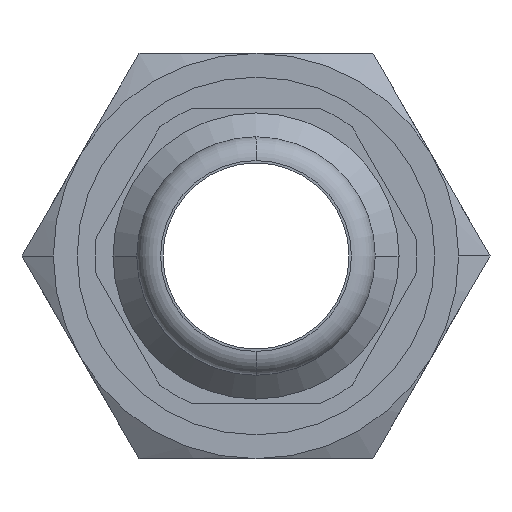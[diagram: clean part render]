
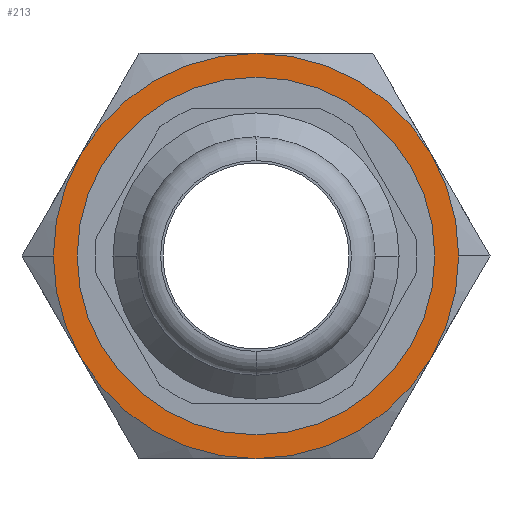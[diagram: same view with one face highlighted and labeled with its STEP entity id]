
A CAD part, front view. The second image highlights one B-rep face of the part: STEP entity #213.
In plain terms, the highlighted planar face has unit normal (0, -1, 0).
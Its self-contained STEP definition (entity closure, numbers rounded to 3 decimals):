
#213=ADVANCED_FACE('',(#436,#437),#438,.T.);
#436=FACE_OUTER_BOUND('',#663,.T.);
#437=FACE_BOUND('',#664,.T.);
#438=PLANE('',#665);
#663=EDGE_LOOP('',(#1223,#1224,#1225,#1226,#1227,#1228,#1229,#1230));
#664=EDGE_LOOP('',(#1231,#1232));
#665=AXIS2_PLACEMENT_3D('',#1233,#1234,#1235);
#1223=ORIENTED_EDGE('',*,*,#1510,.F.);
#1224=ORIENTED_EDGE('',*,*,#1567,.F.);
#1225=ORIENTED_EDGE('',*,*,#1356,.F.);
#1226=ORIENTED_EDGE('',*,*,#1538,.F.);
#1227=ORIENTED_EDGE('',*,*,#1558,.F.);
#1228=ORIENTED_EDGE('',*,*,#1448,.F.);
#1229=ORIENTED_EDGE('',*,*,#1477,.F.);
#1230=ORIENTED_EDGE('',*,*,#1568,.F.);
#1231=ORIENTED_EDGE('',*,*,#1380,.F.);
#1232=ORIENTED_EDGE('',*,*,#1560,.F.);
#1233=CARTESIAN_POINT('',(4.25,23.5,0.0));
#1234=DIRECTION('',(-0.0,-1.0,-0.0));
#1235=DIRECTION('',(-1.0,0.0,0.0));
#1356=EDGE_CURVE('',#1617,#1619,#1620,.T.);
#1380=EDGE_CURVE('',#1660,#1656,#1662,.T.);
#1448=EDGE_CURVE('',#1608,#1769,#1771,.T.);
#1477=EDGE_CURVE('',#1646,#1608,#1811,.T.);
#1510=EDGE_CURVE('',#1857,#1855,#1859,.T.);
#1538=EDGE_CURVE('',#1890,#1617,#1892,.T.);
#1558=EDGE_CURVE('',#1769,#1890,#1914,.T.);
#1560=EDGE_CURVE('',#1656,#1660,#1916,.T.);
#1567=EDGE_CURVE('',#1619,#1857,#1926,.T.);
#1568=EDGE_CURVE('',#1855,#1646,#1927,.T.);
#1608=VERTEX_POINT('',#1985);
#1617=VERTEX_POINT('',#2028);
#1619=VERTEX_POINT('',#2041);
#1620=CIRCLE('',#2042,8.5);
#1646=VERTEX_POINT('',#2129);
#1656=VERTEX_POINT('',#2173);
#1660=VERTEX_POINT('',#2178);
#1662=CIRCLE('',#2181,7.5);
#1769=VERTEX_POINT('',#2355);
#1771=CIRCLE('',#2368,8.5);
#1811=CIRCLE('',#2419,8.5);
#1855=VERTEX_POINT('',#2477);
#1857=VERTEX_POINT('',#2480);
#1859=CIRCLE('',#2493,8.5);
#1890=VERTEX_POINT('',#2554);
#1892=CIRCLE('',#2557,8.5);
#1914=CIRCLE('',#2595,8.5);
#1916=CIRCLE('',#2597,7.5);
#1926=CIRCLE('',#2609,8.5);
#1927=CIRCLE('',#2610,8.5);
#1985=CARTESIAN_POINT('',(0.0,23.5,-8.5));
#2028=CARTESIAN_POINT('',(-7.361,23.5,4.25));
#2041=CARTESIAN_POINT('',(0.,23.5,8.5));
#2042=AXIS2_PLACEMENT_3D('',#2660,#2661,#2662);
#2129=CARTESIAN_POINT('',(7.361,23.5,-4.25));
#2173=CARTESIAN_POINT('',(7.5,23.5,0.));
#2178=CARTESIAN_POINT('',(-7.5,23.5,0.));
#2181=AXIS2_PLACEMENT_3D('',#2681,#2682,#2683);
#2355=CARTESIAN_POINT('',(-7.361,23.5,-4.25));
#2368=AXIS2_PLACEMENT_3D('',#2779,#2780,#2781);
#2419=AXIS2_PLACEMENT_3D('',#2826,#2827,#2828);
#2477=CARTESIAN_POINT('',(8.5,23.5,0.));
#2480=CARTESIAN_POINT('',(7.361,23.5,4.25));
#2493=AXIS2_PLACEMENT_3D('',#2884,#2885,#2886);
#2554=CARTESIAN_POINT('',(-8.5,23.5,0.));
#2557=AXIS2_PLACEMENT_3D('',#2908,#2909,#2910);
#2595=AXIS2_PLACEMENT_3D('',#2928,#2929,#2930);
#2597=AXIS2_PLACEMENT_3D('',#2931,#2932,#2933);
#2609=AXIS2_PLACEMENT_3D('',#2942,#2943,#2944);
#2610=AXIS2_PLACEMENT_3D('',#2945,#2946,#2947);
#2660=CARTESIAN_POINT('',(0.0,23.5,0.0));
#2661=DIRECTION('',(-0.0,1.0,0.0));
#2662=DIRECTION('',(1.0,0.0,0.0));
#2681=CARTESIAN_POINT('',(0.0,23.5,0.0));
#2682=DIRECTION('',(0.0,-1.0,0.0));
#2683=DIRECTION('',(1.0,0.0,0.0));
#2779=CARTESIAN_POINT('',(0.0,23.5,0.0));
#2780=DIRECTION('',(-0.0,1.0,0.0));
#2781=DIRECTION('',(1.0,0.0,0.0));
#2826=CARTESIAN_POINT('',(0.0,23.5,0.0));
#2827=DIRECTION('',(-0.0,1.0,0.0));
#2828=DIRECTION('',(1.0,0.0,0.0));
#2884=CARTESIAN_POINT('',(0.0,23.5,0.0));
#2885=DIRECTION('',(-0.0,1.0,0.0));
#2886=DIRECTION('',(1.0,0.0,0.0));
#2908=CARTESIAN_POINT('',(0.0,23.5,0.0));
#2909=DIRECTION('',(-0.0,1.0,0.0));
#2910=DIRECTION('',(1.0,0.0,0.0));
#2928=CARTESIAN_POINT('',(0.0,23.5,0.0));
#2929=DIRECTION('',(-0.0,1.0,0.0));
#2930=DIRECTION('',(1.0,0.0,0.0));
#2931=CARTESIAN_POINT('',(0.0,23.5,0.0));
#2932=DIRECTION('',(0.0,-1.0,0.0));
#2933=DIRECTION('',(1.0,0.0,0.0));
#2942=CARTESIAN_POINT('',(0.0,23.5,0.0));
#2943=DIRECTION('',(-0.0,1.0,0.0));
#2944=DIRECTION('',(1.0,0.0,0.0));
#2945=CARTESIAN_POINT('',(0.0,23.5,0.0));
#2946=DIRECTION('',(-0.0,1.0,0.0));
#2947=DIRECTION('',(1.0,0.0,0.0));
